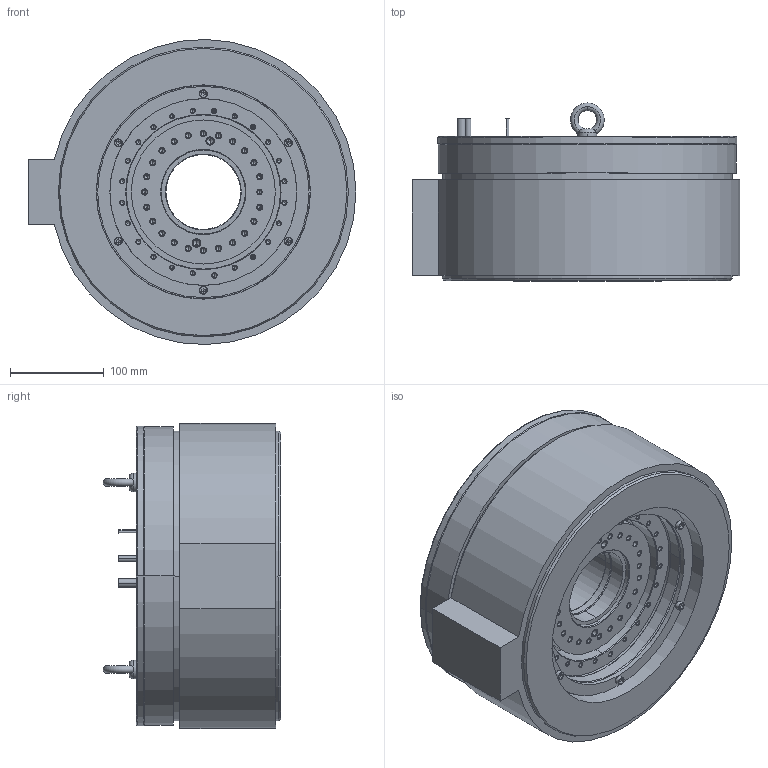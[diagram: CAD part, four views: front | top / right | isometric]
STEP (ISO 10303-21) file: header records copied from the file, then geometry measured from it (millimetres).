
FILE_DESCRIPTION((''),'2;1');
FILE_NAME('1310099-01_ASM','2020-03-04T13:29:15',('ch5084'),(''),'CREO PARAMETRIC BY PTC INC, 2019164','CREO PARAMETRIC BY PTC INC, 2019164','');
FILE_SCHEMA(('AUTOMOTIVE_DESIGN { 1 0 10303 214 1 1 1 1 }'));
Length unit declared in the file: millimetre
Products named in the file (16): 1307818-01-K01; 1307827-01-K01; 1310082-01_ASM; 1310059-01; 1310080-01; 1277599-01-K01; 200507-15-K01; 1307831-01-K01; 1298143-01-K01; 579060-01-K01; 1278882-01-A01; 1278523-01-K01; 737739-02-Z01; 1278524-01-K01; 200507-99-K01; 1310099-01_ASM
Assembly tree (24 placements, depth 2):
  1310099-01_ASM
    1307818-01-K01
    1307827-01-K01
    1310082-01_ASM
    1310059-01
    1310080-01
    1277599-01-K01
    200507-15-K01  x6
    1307831-01-K01
    1298143-01-K01
    579060-01-K01  x2
    1278882-01-A01
    1278523-01-K01
    737739-02-Z01
    1278524-01-K01
    200507-99-K01  x4
Bounding box: 350.55 x 189.99 x 326.22 mm (x, y, z)
Volume: 10470444.1 mm3; surface area: 908421.7 mm2
Topology: 23 solids, 23 shells, 962 faces, 2204 edges, 1292 vertices
Faces by surface type: cylinder 411, plane 299, cone 216, torus 32, bspline 4
Entity records: 24091 total; most frequent: CARTESIAN_POINT 4038, DIRECTION 3952, ORIENTED_EDGE 3182, AXIS2_PLACEMENT_3D 1610, EDGE_CURVE 1591, VERTEX_POINT 1017, EDGE_LOOP 928, CIRCLE 827
